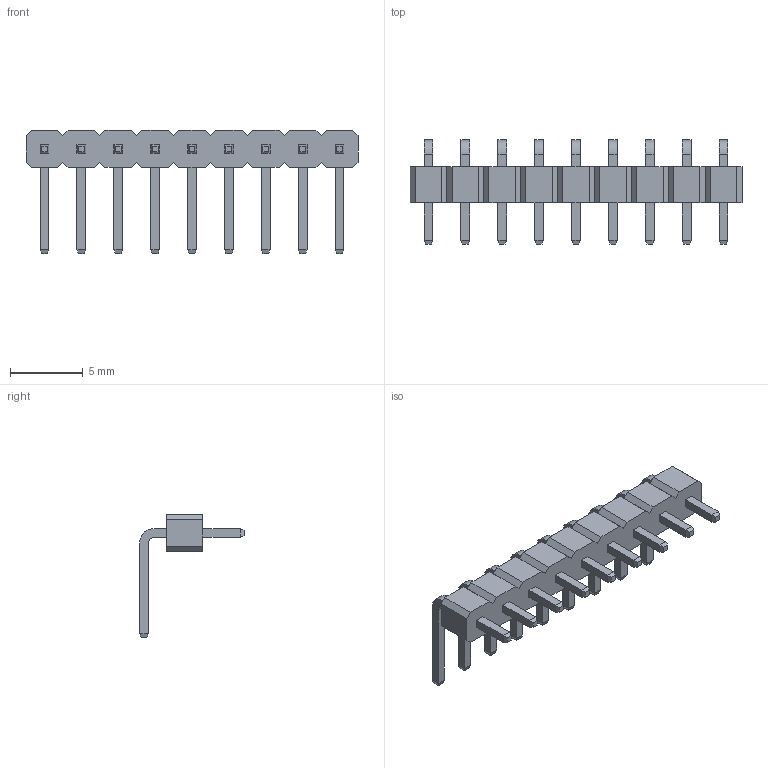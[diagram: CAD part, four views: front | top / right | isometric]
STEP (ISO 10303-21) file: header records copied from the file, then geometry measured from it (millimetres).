
FILE_DESCRIPTION(('CATIA V5 STEP Exchange'),'2;1');
FILE_NAME('PinHeader_9X1_right.stp','2023-05-28T03:14:53+00:00',('none'),('none'),'CATIA Version 5 Release 18 GA (IN-10)','CATIA V5 STEP AP214','none');
FILE_SCHEMA(('AUTOMOTIVE_DESIGN { 1 0 10303 214 1 1 1 1 }'));
Length unit declared in the file: millimetre
Products named in the file (1): PinHeader_9X1_right
Bounding box: 22.86 x 7.2 x 8.47 mm (x, y, z)
Volume: 175.6 mm3; surface area: 487.4 mm2
Topology: 1 solids, 1 shells, 256 faces, 636 edges, 400 vertices
Faces by surface type: plane 238, cylinder 18
Entity records: 7941 total; most frequent: ORIENTED_EDGE 1272, CARTESIAN_POINT 1217, DIRECTION 780, EDGE_CURVE 636, VECTOR 528, LINE 528, VERTEX_POINT 400, EDGE_LOOP 274
